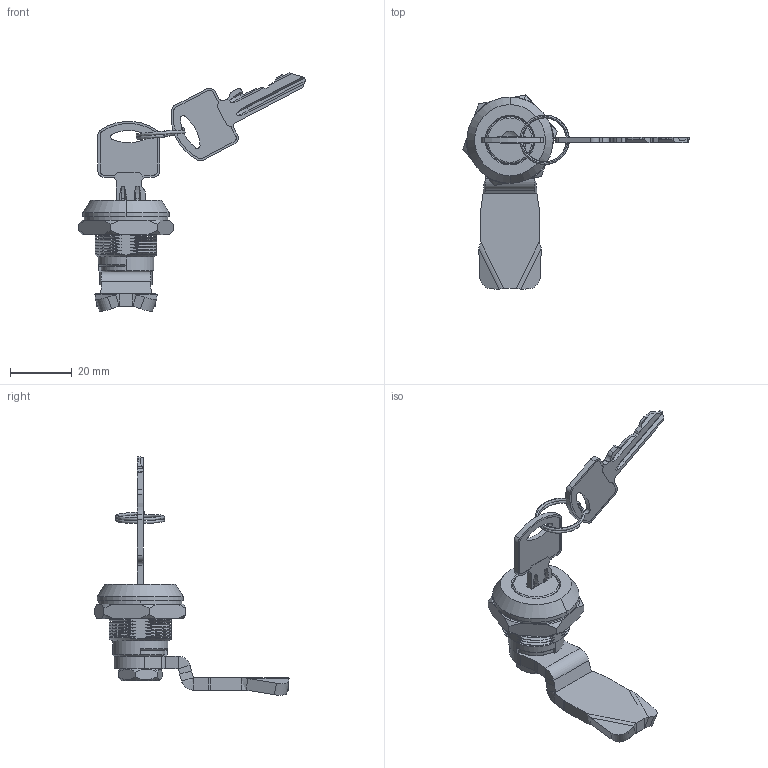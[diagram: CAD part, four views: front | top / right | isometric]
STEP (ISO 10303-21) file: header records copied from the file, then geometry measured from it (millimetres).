
FILE_DESCRIPTION (( 'STEP AP203' ), '1' );
FILE_NAME ('KM05.1.5.01.64.2.STEP', '2022-03-16T04:44:40', ( '' ), ( '' ), 'SwSTEP 2.0', 'SolidWorks 2021', '' );
FILE_SCHEMA (( 'CONFIG_CONTROL_DESIGN' ));
Length unit declared in the file: millimetre
Products named in the file (1): KM05.1.5.01.64.2
Bounding box: 73.47 x 63.03 x 77.4 mm (x, y, z)
Surface area: 9990.1 mm2 (no closed solid volume)
Topology: 0 solids, 12 shells, 458 faces, 1694 edges, 1204 vertices
Faces by surface type: plane 169, bspline 121, cylinder 120, cone 44, torus 4
Entity records: 47917 total; most frequent: CARTESIAN_POINT 35338, ORIENTED_EDGE 2794, DIRECTION 1996, EDGE_CURVE 1694, VERTEX_POINT 1204, LINE 782, VECTOR 782, AXIS2_PLACEMENT_3D 607
